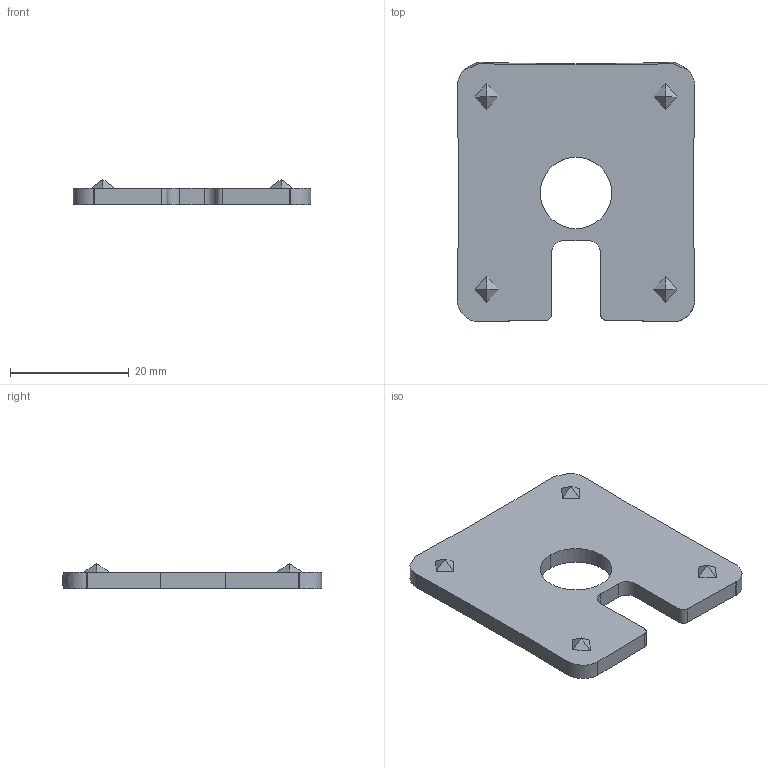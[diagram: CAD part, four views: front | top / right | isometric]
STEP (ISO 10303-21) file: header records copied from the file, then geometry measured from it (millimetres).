
FILE_DESCRIPTION(/* description */ ('Kunststoffecke 40 135°'),/* implementation_level */ '2;1');
FILE_NAME(/* name */ 'SV1665V_A.stp',/* time_stamp */ '2015-11-30T12:21:00+01:00',/* author */ ('Marina Kaa'),/* organization */ (''),/* preprocessor_version */ 'ST-DEVELOPER v15.6',/* originating_system */ 'Autodesk Inventor 2015',/* authorisation */ '');
FILE_SCHEMA (('CONFIG_CONTROL_DESIGN','AUTOMOTIVE_DESIGN { 1 0 10303 214 3 1 1 }'));
Length unit declared in the file: millimetre
Products named in the file (1): SV1665V_A
Bounding box: 40 x 43.63 x 4.24 mm (x, y, z)
Volume: 4140.4 mm3; surface area: 3598.2 mm2
Topology: 1 solids, 1 shells, 52 faces, 137 edges, 91 vertices
Faces by surface type: plane 35, bspline 13, cylinder 4
Entity records: 1753 total; most frequent: CARTESIAN_POINT 530, ORIENTED_EDGE 274, DIRECTION 204, EDGE_CURVE 137, LINE 106, VECTOR 106, VERTEX_POINT 91, EDGE_LOOP 58
